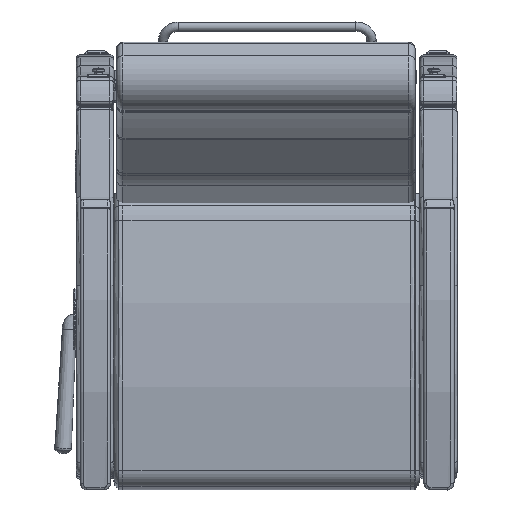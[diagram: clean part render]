
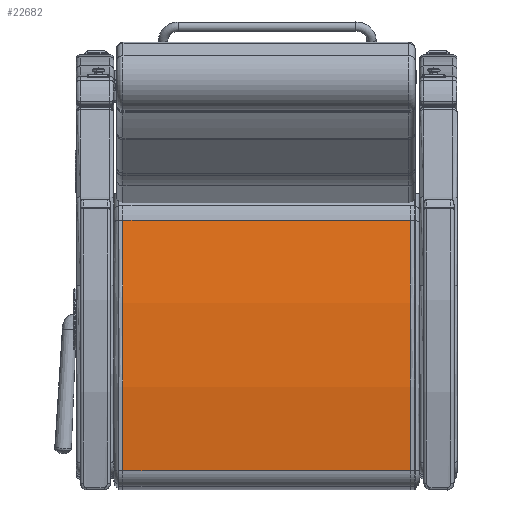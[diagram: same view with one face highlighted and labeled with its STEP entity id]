
A CAD part, front view. The second image highlights one B-rep face of the part: STEP entity #22682.
In plain terms, the highlighted free-form (B-spline) face has degree [1, 2] with [2, 3] control points.
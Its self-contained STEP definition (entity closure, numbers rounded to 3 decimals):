
#745=(
BOUNDED_SURFACE()
B_SPLINE_SURFACE(1,2,((#35281,#35282,#35283),(#35284,#35285,#35286)),
 .UNSPECIFIED.,.F.,.F.,.F.)
B_SPLINE_SURFACE_WITH_KNOTS((2,2),(3,3),(-0.193,0.193),
(1.362,1.699),.UNSPECIFIED.)
GEOMETRIC_REPRESENTATION_ITEM()
RATIONAL_B_SPLINE_SURFACE(((1.,0.986,1.),(1.,0.986,
1.)))
REPRESENTATION_ITEM('')
SURFACE()
);
#801=ELLIPSE('',#24399,60.054,60.);
#813=ELLIPSE('',#24441,60.054,60.);
#2449=FACE_OUTER_BOUND('',#3817,.T.);
#3817=EDGE_LOOP('',(#16049,#16050,#16051,#16052));
#5356=LINE('',#35280,#6961);
#5357=LINE('',#35287,#6962);
#6961=VECTOR('',#27500,0.394);
#6962=VECTOR('',#27501,0.394);
#9827=VERTEX_POINT('',#34453);
#9828=VERTEX_POINT('',#34476);
#9868=VERTEX_POINT('',#34693);
#9869=VERTEX_POINT('',#34716);
#12230=EDGE_CURVE('',#9828,#9827,#801,.T.);
#12289=EDGE_CURVE('',#9869,#9868,#813,.T.);
#12369=EDGE_CURVE('',#9827,#9869,#5356,.T.);
#12370=EDGE_CURVE('',#9828,#9868,#5357,.T.);
#16049=ORIENTED_EDGE('',*,*,#12230,.F.);
#16050=ORIENTED_EDGE('',*,*,#12370,.T.);
#16051=ORIENTED_EDGE('',*,*,#12289,.F.);
#16052=ORIENTED_EDGE('',*,*,#12369,.F.);
#22682=ADVANCED_FACE('',(#2449),#745,.F.);
#24399=AXIS2_PLACEMENT_3D('',#34478,#27253,#27254);
#24441=AXIS2_PLACEMENT_3D('',#34718,#27362,#27363);
#27253=DIRECTION('center_axis',(0.,0.,-1.));
#27254=DIRECTION('ref_axis',(1.,0.,0.));
#27362=DIRECTION('center_axis',(0.,0.,1.));
#27363=DIRECTION('ref_axis',(1.,0.,0.));
#27500=DIRECTION('',(0.,0.,1.));
#27501=DIRECTION('',(0.,0.,1.));
#34453=CARTESIAN_POINT('',(10.111,0.445,-11.563));
#34476=CARTESIAN_POINT('',(-10.045,1.256,-11.563));
#34478=CARTESIAN_POINT('Origin',(-2.35,-58.249,-11.563));
#34693=CARTESIAN_POINT('',(-10.045,1.256,11.563));
#34716=CARTESIAN_POINT('',(10.111,0.445,11.563));
#34718=CARTESIAN_POINT('Origin',(-2.35,-58.249,11.563));
#35280=CARTESIAN_POINT('',(10.111,0.445,0.));
#35281=CARTESIAN_POINT('Ctrl Pts',(10.111,0.445,-11.563));
#35282=CARTESIAN_POINT('Ctrl Pts',(0.103,2.566,-11.563));
#35283=CARTESIAN_POINT('Ctrl Pts',(-10.045,1.256,-11.563));
#35284=CARTESIAN_POINT('Ctrl Pts',(10.111,0.445,11.563));
#35285=CARTESIAN_POINT('Ctrl Pts',(0.103,2.566,11.563));
#35286=CARTESIAN_POINT('Ctrl Pts',(-10.045,1.256,11.563));
#35287=CARTESIAN_POINT('',(-10.045,1.256,0.));
